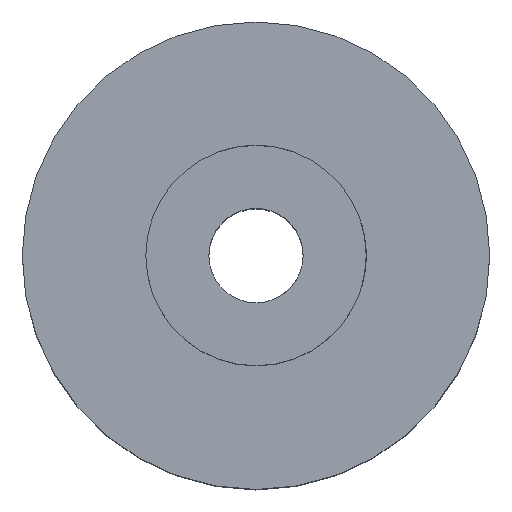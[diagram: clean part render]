
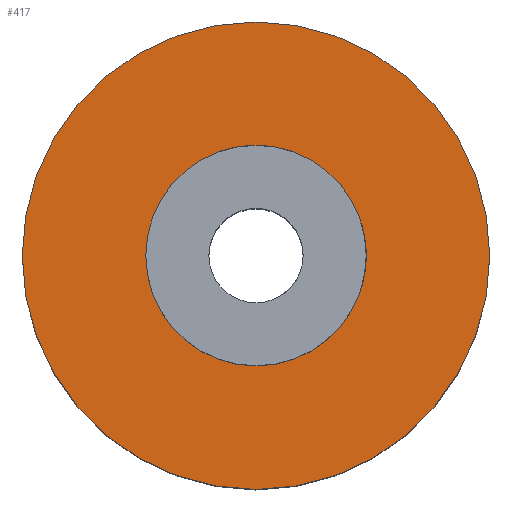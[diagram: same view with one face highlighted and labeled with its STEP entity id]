
A CAD part, top view. The second image highlights one B-rep face of the part: STEP entity #417.
In plain terms, the highlighted planar face has unit normal (0, 0, 1).
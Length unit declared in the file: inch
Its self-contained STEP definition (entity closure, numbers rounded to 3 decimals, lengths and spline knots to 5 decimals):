
#22 = DIRECTION ( 'NONE',  ( 1., 0., 0. ) ) ;
#37 = DIRECTION ( 'NONE',  ( 1., 0., 0. ) ) ;
#265 = EDGE_LOOP ( 'NONE', ( #2247, #2460 ) ) ;
#417 = ADVANCED_FACE ( 'NONE', ( #1331, #1293 ), #488, .F. ) ;
#485 = EDGE_CURVE ( 'NONE', #3062, #2852, #2690, .T. ) ;
#488 = PLANE ( 'NONE',  #2216 ) ;
#514 = CARTESIAN_POINT ( 'NONE',  ( 0., 0., 0.1725 ) ) ;
#559 = AXIS2_PLACEMENT_3D ( 'NONE', #1713, #2393, #22 ) ;
#712 = DIRECTION ( 'NONE',  ( 0., 0., 1. ) ) ;
#744 = CIRCLE ( 'NONE', #2285, 0.219 ) ;
#866 = AXIS2_PLACEMENT_3D ( 'NONE', #514, #2664, #37 ) ;
#962 = AXIS2_PLACEMENT_3D ( 'NONE', #3009, #1124, #1057 ) ;
#1057 = DIRECTION ( 'NONE',  ( 1., 0., 0. ) ) ;
#1124 = DIRECTION ( 'NONE',  ( 0., 0., 1. ) ) ;
#1175 = DIRECTION ( 'NONE',  ( 0., 0., -1. ) ) ;
#1180 = VERTEX_POINT ( 'NONE', #2931 ) ;
#1189 = DIRECTION ( 'NONE',  ( 1., 0., 0. ) ) ;
#1203 = CARTESIAN_POINT ( 'NONE',  ( 0., 0., 0.1725 ) ) ;
#1293 = FACE_OUTER_BOUND ( 'NONE', #1830, .T. ) ;
#1331 = FACE_BOUND ( 'NONE', #265, .T. ) ;
#1485 = EDGE_CURVE ( 'NONE', #2852, #3062, #2820, .T. ) ;
#1713 = CARTESIAN_POINT ( 'NONE',  ( 0., 0., 0.1725 ) ) ;
#1830 = EDGE_LOOP ( 'NONE', ( #1940, #2362 ) ) ;
#1859 = EDGE_CURVE ( 'NONE', #2930, #1180, #744, .T. ) ;
#1940 = ORIENTED_EDGE ( 'NONE', *, *, #485, .T. ) ;
#1953 = CARTESIAN_POINT ( 'NONE',  ( -0.4645, 0., 0.1725 ) ) ;
#2105 = EDGE_CURVE ( 'NONE', #1180, #2930, #2314, .T. ) ;
#2216 = AXIS2_PLACEMENT_3D ( 'NONE', #2857, #1175, #2381 ) ;
#2233 = CARTESIAN_POINT ( 'NONE',  ( 0.219, 0., 0.1725 ) ) ;
#2247 = ORIENTED_EDGE ( 'NONE', *, *, #1859, .F. ) ;
#2266 = CARTESIAN_POINT ( 'NONE',  ( 0.4645, 0., 0.1725 ) ) ;
#2285 = AXIS2_PLACEMENT_3D ( 'NONE', #1203, #712, #1189 ) ;
#2314 = CIRCLE ( 'NONE', #559, 0.219 ) ;
#2362 = ORIENTED_EDGE ( 'NONE', *, *, #1485, .T. ) ;
#2381 = DIRECTION ( 'NONE',  ( -1., 0., 0. ) ) ;
#2393 = DIRECTION ( 'NONE',  ( 0., 0., 1. ) ) ;
#2460 = ORIENTED_EDGE ( 'NONE', *, *, #2105, .F. ) ;
#2664 = DIRECTION ( 'NONE',  ( 0., 0., 1. ) ) ;
#2690 = CIRCLE ( 'NONE', #866, 0.4645 ) ;
#2820 = CIRCLE ( 'NONE', #962, 0.4645 ) ;
#2852 = VERTEX_POINT ( 'NONE', #1953 ) ;
#2857 = CARTESIAN_POINT ( 'NONE',  ( 0., -0.219, 0.1725 ) ) ;
#2930 = VERTEX_POINT ( 'NONE', #2233 ) ;
#2931 = CARTESIAN_POINT ( 'NONE',  ( -0.219, 0., 0.1725 ) ) ;
#3009 = CARTESIAN_POINT ( 'NONE',  ( 0., 0., 0.1725 ) ) ;
#3062 = VERTEX_POINT ( 'NONE', #2266 ) ;
